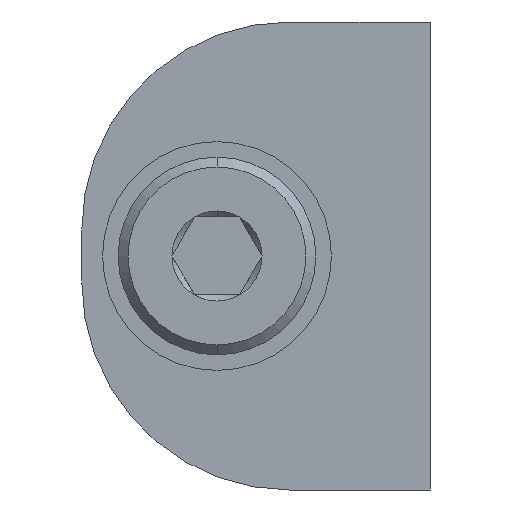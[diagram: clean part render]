
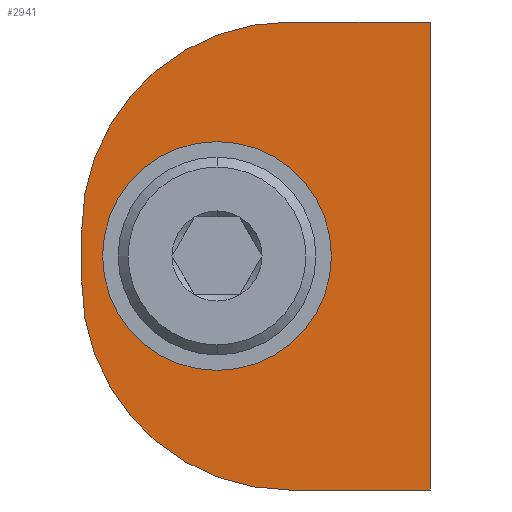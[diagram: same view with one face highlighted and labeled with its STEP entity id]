
A CAD part, left-side view. The second image highlights one B-rep face of the part: STEP entity #2941.
In plain terms, the highlighted planar face has unit normal (-1, 0, 0).
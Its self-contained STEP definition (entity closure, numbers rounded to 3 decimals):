
#2811 = VERTEX_POINT ( 'NONE', #3713 ) ;
#2812 = EDGE_CURVE ( 'NONE', #2814, #2811, #3992, .T. ) ;
#2813 = ORIENTED_EDGE ( 'NONE', *, *, #2812, .T. ) ;
#2814 = VERTEX_POINT ( 'NONE', #3913 ) ;
#2815 = EDGE_CURVE ( 'NONE', #2883, #2814, #4048, .T. ) ;
#2816 = VERTEX_POINT ( 'NONE', #3979 ) ;
#2817 = ORIENTED_EDGE ( 'NONE', *, *, #2815, .T. ) ;
#2833 = ORIENTED_EDGE ( 'NONE', *, *, #2834, .T. ) ;
#2834 = EDGE_CURVE ( 'NONE', #2811, #2835, #3978, .T. ) ;
#2835 = VERTEX_POINT ( 'NONE', #3974 ) ;
#2836 = ORIENTED_EDGE ( 'NONE', *, *, #2837, .F. ) ;
#2837 = EDGE_CURVE ( 'NONE', #2838, #2835, #3973, .T. ) ;
#2838 = VERTEX_POINT ( 'NONE', #3881 ) ;
#2883 = VERTEX_POINT ( 'NONE', #3902 ) ;
#2941 = ADVANCED_FACE ( 'NONE', ( #4175, #4174 ), #4058, .F. ) ;
#2942 = EDGE_LOOP ( 'NONE', ( #2987, #2989 ) ) ;
#2965 = EDGE_CURVE ( 'NONE', #2971, #2966, #4310, .T. ) ;
#2966 = VERTEX_POINT ( 'NONE', #4345 ) ;
#2971 = VERTEX_POINT ( 'NONE', #4411 ) ;
#2987 = ORIENTED_EDGE ( 'NONE', *, *, #2988, .F. ) ;
#2988 = EDGE_CURVE ( 'NONE', #2966, #2971, #4292, .T. ) ;
#2989 = ORIENTED_EDGE ( 'NONE', *, *, #2965, .F. ) ;
#2990 = EDGE_LOOP ( 'NONE', ( #2991, #2817, #2813, #2833, #2836, #2995 ) ) ;
#2991 = ORIENTED_EDGE ( 'NONE', *, *, #2992, .F. ) ;
#2992 = EDGE_CURVE ( 'NONE', #2883, #2816, #4288, .T. ) ;
#2995 = ORIENTED_EDGE ( 'NONE', *, *, #2996, .T. ) ;
#2996 = EDGE_CURVE ( 'NONE', #2838, #2816, #4263, .T. ) ;
#3713 = CARTESIAN_POINT ( 'NONE',  ( -7.5, 0., -4.5 ) ) ;
#3881 = CARTESIAN_POINT ( 'NONE',  ( -7.5, 2.7, 4.5 ) ) ;
#3882 = DIRECTION ( 'NONE',  ( 0., -1., 0. ) ) ;
#3883 = VECTOR ( 'NONE', #3882, 1000. ) ;
#3884 = CARTESIAN_POINT ( 'NONE',  ( -7.5, 2.5, 4.5 ) ) ;
#3902 = CARTESIAN_POINT ( 'NONE',  ( -7.5, 6.7, -0.5 ) ) ;
#3913 = CARTESIAN_POINT ( 'NONE',  ( -7.5, 2.7, -4.5 ) ) ;
#3914 = DIRECTION ( 'NONE',  ( 0., -1., 0. ) ) ;
#3973 = LINE ( 'NONE', #3884, #3883 ) ;
#3974 = CARTESIAN_POINT ( 'NONE',  ( -7.5, 0., 4.5 ) ) ;
#3975 = DIRECTION ( 'NONE',  ( 0., 0., 1. ) ) ;
#3976 = VECTOR ( 'NONE', #3975, 1000. ) ;
#3977 = CARTESIAN_POINT ( 'NONE',  ( -7.5, 0., -4.5 ) ) ;
#3978 = LINE ( 'NONE', #3977, #3976 ) ;
#3979 = CARTESIAN_POINT ( 'NONE',  ( -7.5, 6.7, 0.5 ) ) ;
#3980 = DIRECTION ( 'NONE',  ( 0., 0., -1. ) ) ;
#3981 = DIRECTION ( 'NONE',  ( -1., 0., 0. ) ) ;
#3982 = CARTESIAN_POINT ( 'NONE',  ( -7.5, 2.7, -0.5 ) ) ;
#3983 = AXIS2_PLACEMENT_3D ( 'NONE', #3982, #3981, #3980 ) ;
#3992 = LINE ( 'NONE', #3994, #3993 ) ;
#3993 = VECTOR ( 'NONE', #3914, 1000. ) ;
#3994 = CARTESIAN_POINT ( 'NONE',  ( -7.5, 2.5, -4.5 ) ) ;
#4048 = CIRCLE ( 'NONE', #3983, 4. ) ;
#4055 = DIRECTION ( 'NONE',  ( 1., 0., 0. ) ) ;
#4056 = CARTESIAN_POINT ( 'NONE',  ( -7.5, 2.5, -4.5 ) ) ;
#4057 = AXIS2_PLACEMENT_3D ( 'NONE', #4056, #4055, #4147 ) ;
#4058 = PLANE ( 'NONE',  #4057 ) ;
#4147 = DIRECTION ( 'NONE',  ( 0., 0., -1. ) ) ;
#4174 = FACE_OUTER_BOUND ( 'NONE', #2990, .T. ) ;
#4175 = FACE_BOUND ( 'NONE', #2942, .T. ) ;
#4259 = DIRECTION ( 'NONE',  ( 0., 0., -1. ) ) ;
#4260 = DIRECTION ( 'NONE',  ( -1., 0., 0. ) ) ;
#4261 = CARTESIAN_POINT ( 'NONE',  ( -7.5, 2.7, 0.5 ) ) ;
#4262 = AXIS2_PLACEMENT_3D ( 'NONE', #4261, #4260, #4259 ) ;
#4263 = CIRCLE ( 'NONE', #4262, 4. ) ;
#4287 = CARTESIAN_POINT ( 'NONE',  ( -7.5, 6.7, -4.5 ) ) ;
#4288 = LINE ( 'NONE', #4287, #4427 ) ;
#4289 = DIRECTION ( 'NONE',  ( 0., 0., 1. ) ) ;
#4290 = DIRECTION ( 'NONE',  ( -1., 0., 0. ) ) ;
#4291 = AXIS2_PLACEMENT_3D ( 'NONE', #4351, #4290, #4289 ) ;
#4292 = CIRCLE ( 'NONE', #4291, 2.2 ) ;
#4309 = AXIS2_PLACEMENT_3D ( 'NONE', #4348, #4347, #4346 ) ;
#4310 = CIRCLE ( 'NONE', #4309, 2.2 ) ;
#4345 = CARTESIAN_POINT ( 'NONE',  ( -7.5, 4.1, 2.2 ) ) ;
#4346 = DIRECTION ( 'NONE',  ( 0., 0., 1. ) ) ;
#4347 = DIRECTION ( 'NONE',  ( -1., 0., 0. ) ) ;
#4348 = CARTESIAN_POINT ( 'NONE',  ( -7.5, 4.1, 0. ) ) ;
#4351 = CARTESIAN_POINT ( 'NONE',  ( -7.5, 4.1, 0. ) ) ;
#4411 = CARTESIAN_POINT ( 'NONE',  ( -7.5, 4.1, -2.2 ) ) ;
#4426 = DIRECTION ( 'NONE',  ( 0., 0., 1. ) ) ;
#4427 = VECTOR ( 'NONE', #4426, 1000. ) ;
